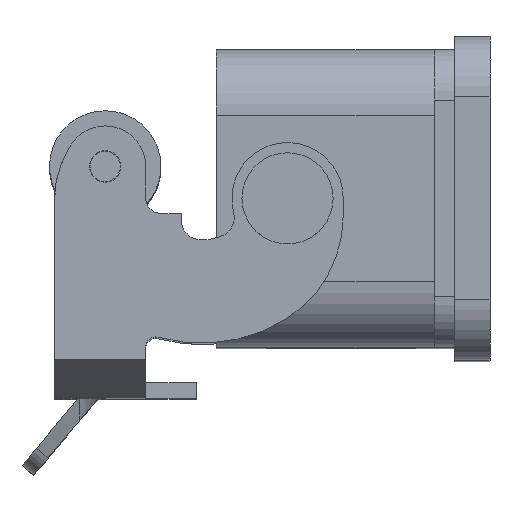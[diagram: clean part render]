
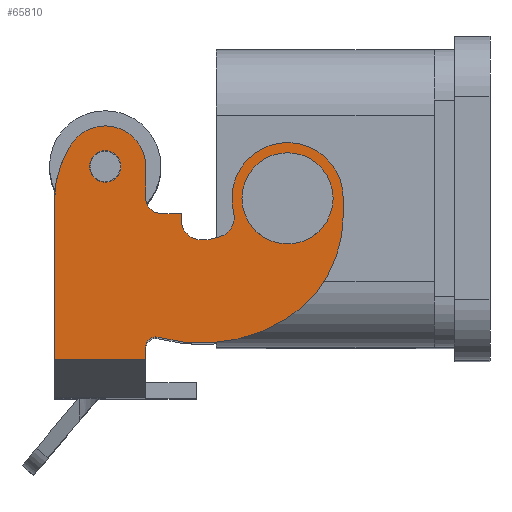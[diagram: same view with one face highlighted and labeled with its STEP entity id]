
A CAD part, top view. The second image highlights one B-rep face of the part: STEP entity #65810.
In plain terms, the highlighted face is planar.
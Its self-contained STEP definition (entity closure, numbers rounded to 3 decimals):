
#14570=CARTESIAN_POINT('',(47.15,8.487,
15.9));
#14580=VERTEX_POINT('',#14570);
#14750=CARTESIAN_POINT('',(47.15,6.487,
15.9));
#14760=VERTEX_POINT('',#14750);
#14790=CARTESIAN_POINT('',(47.15,8.487,
15.9));
#14800=DIRECTION('',(0.,-1.,0.));
#14810=VECTOR('',#14800,1.);
#14820=LINE('',#14790,#14810);
#14830=EDGE_CURVE('',#14580,#14760,#14820,.T.);
#24290=CARTESIAN_POINT('',(47.15,6.487,
16.5));
#24300=VERTEX_POINT('',#24290);
#24350=CARTESIAN_POINT('',(47.15,6.487,
80.19));
#24360=DIRECTION('',(0.,0.,1.));
#24370=VECTOR('',#24360,1.);
#24380=LINE('',#24350,#24370);
#24390=EDGE_CURVE('',#14760,#24300,#24380,.T.);
#28970=CARTESIAN_POINT('',(47.15,9.987,
14.4));
#28980=VERTEX_POINT('',#28970);
#29200=CARTESIAN_POINT('',(47.15,8.487,
14.4));
#29210=DIRECTION('',(-1.,0.,0.));
#29220=DIRECTION('',(0.,0.,1.));
#29230=AXIS2_PLACEMENT_3D('',#29200,#29210,#29220);
#29240=CIRCLE('',#29230,1.5);
#29250=EDGE_CURVE('',#14580,#28980,#29240,.T.);
#30490=CARTESIAN_POINT('',(47.15,18.987,
14.59));
#30500=VERTEX_POINT('',#30490);
#30530=CARTESIAN_POINT('',(47.15,18.987,
14.59));
#30540=DIRECTION('',(0.,0.,1.));
#30550=VECTOR('',#30540,1.);
#30560=LINE('',#30530,#30550);
#30570=CARTESIAN_POINT('',(47.15,18.987,
30.3));
#30580=VERTEX_POINT('',#30570);
#30590=EDGE_CURVE('',#30500,#30580,#30560,.T.);
#33390=CARTESIAN_POINT('',(47.15,14.487,
30.3));
#33400=DIRECTION('',(0.,-1.,0.));
#33410=VECTOR('',#33400,1.);
#33420=LINE('',#33390,#33410);
#33430=CARTESIAN_POINT('',(47.15,9.987,
30.3));
#33440=VERTEX_POINT('',#33430);
#33450=EDGE_CURVE('',#30580,#33440,#33420,.T.);
#61980=CARTESIAN_POINT('',(47.15,9.987,
80.19));
#61990=DIRECTION('',(0.,0.,-1.));
#62000=VECTOR('',#61990,1.);
#62010=LINE('',#61980,#62000);
#62020=CARTESIAN_POINT('',(47.15,9.987,
29.086));
#62030=VERTEX_POINT('',#62020);
#62040=EDGE_CURVE('',#33440,#62030,#62010,.T.);
#63520=CARTESIAN_POINT('',(47.15,17.451,
9.25));
#63530=VERTEX_POINT('',#63520);
#63710=CARTESIAN_POINT('',(47.15,9.987,
11.25));
#63720=VERTEX_POINT('',#63710);
#63750=CARTESIAN_POINT('',(47.15,13.987,
11.25));
#63760=DIRECTION('',(-1.,0.,0.));
#63770=DIRECTION('',(0.,0.,1.));
#63780=AXIS2_PLACEMENT_3D('',#63750,#63760,#63770);
#63790=CIRCLE('',#63780,4.);
#63800=EDGE_CURVE('',#63530,#63720,#63790,.T.);
#64060=CARTESIAN_POINT('',(47.15,17.648,
9.59));
#64070=DIRECTION('',(0.,-0.5,
-0.866));
#64080=VECTOR('',#64070,1.);
#64090=LINE('',#64060,#64080);
#64100=CARTESIAN_POINT('',(47.15,17.648,
9.59));
#64110=VERTEX_POINT('',#64100);
#64120=EDGE_CURVE('',#64110,#63530,#64090,.T.);
#64430=CARTESIAN_POINT('',(47.15,9.987,
11.25));
#64440=DIRECTION('',(0.,0.,1.));
#64450=VECTOR('',#64440,1.);
#64460=LINE('',#64430,#64450);
#64470=EDGE_CURVE('',#63720,#28980,#64460,.T.);
#64590=CARTESIAN_POINT('',(47.15,7.208,
80.19));
#64600=DIRECTION('',(-1.,0.,0.));
#64610=DIRECTION('',(0.,0.,1.));
#64620=AXIS2_PLACEMENT_3D('',#64590,#64600,#64610);
#64630=PLANE('',#64620);
#64640=CARTESIAN_POINT('',(47.15,-4.013,
14.4));
#64650=DIRECTION('',(-1.,0.,0.));
#64660=DIRECTION('',(0.,0.,1.));
#64670=AXIS2_PLACEMENT_3D('',#64640,#64650,#64660);
#64680=CIRCLE('',#64670,4.5);
#64690=CARTESIAN_POINT('',(47.15,-4.013,
9.9));
#64700=VERTEX_POINT('',#64690);
#64710=CARTESIAN_POINT('',(47.15,-4.013,
18.9));
#64720=VERTEX_POINT('',#64710);
#64730=EDGE_CURVE('',#64700,#64720,#64680,.T.);
#64740=ORIENTED_EDGE('',*,*,#64730,.T.);
#64750=EDGE_CURVE('',#64720,#64700,#64680,.T.);
#64760=ORIENTED_EDGE('',*,*,#64750,.T.);
#64770=EDGE_LOOP('',(#64760,#64740));
#64780=FACE_BOUND('',#64770,.T.);
#64790=CARTESIAN_POINT('',(47.15,13.987,
11.25));
#64800=DIRECTION('',(-1.,0.,0.));
#64810=DIRECTION('',(0.,0.,1.));
#64820=AXIS2_PLACEMENT_3D('',#64790,#64800,#64810);
#64830=CIRCLE('',#64820,1.55);
#64840=CARTESIAN_POINT('',(47.15,13.987,
9.7));
#64850=VERTEX_POINT('',#64840);
#64860=CARTESIAN_POINT('',(47.15,13.987,
12.8));
#64870=VERTEX_POINT('',#64860);
#64880=EDGE_CURVE('',#64850,#64870,#64830,.T.);
#64890=ORIENTED_EDGE('',*,*,#64880,.T.);
#64900=EDGE_CURVE('',#64870,#64850,#64830,.T.);
#64910=ORIENTED_EDGE('',*,*,#64900,.T.);
#64920=EDGE_LOOP('',(#64910,#64890));
#64930=FACE_BOUND('',#64920,.T.);
#64940=ORIENTED_EDGE('',*,*,#33450,.T.);
#64950=ORIENTED_EDGE('',*,*,#30590,.T.);
#64960=CARTESIAN_POINT('',(47.15,8.987,
14.59));
#64970=DIRECTION('',(-1.,0.,0.));
#64980=DIRECTION('',(0.,0.,1.));
#64990=AXIS2_PLACEMENT_3D('',#64960,#64970,#64980);
#65000=CIRCLE('',#64990,10.);
#65010=EDGE_CURVE('',#30500,#64110,#65000,.T.);
#65020=ORIENTED_EDGE('',*,*,#65010,.F.);
#65030=ORIENTED_EDGE('',*,*,#64120,.F.);
#65040=ORIENTED_EDGE('',*,*,#63800,.F.);
#65050=ORIENTED_EDGE('',*,*,#64470,.F.);
#65060=ORIENTED_EDGE('',*,*,#29250,.T.);
#65070=ORIENTED_EDGE('',*,*,#14830,.F.);
#65080=ORIENTED_EDGE('',*,*,#24390,.F.);
#65090=CARTESIAN_POINT('',(47.15,4.487,
16.5));
#65100=DIRECTION('',(-1.,0.,0.));
#65110=DIRECTION('',(0.,0.,1.));
#65120=AXIS2_PLACEMENT_3D('',#65090,#65100,#65110);
#65130=CIRCLE('',#65120,2.);
#65140=CARTESIAN_POINT('',(47.15,4.487,
18.5));
#65150=VERTEX_POINT('',#65140);
#65160=EDGE_CURVE('',#65150,#24300,#65130,.T.);
#65170=ORIENTED_EDGE('',*,*,#65160,.T.);
#65180=CARTESIAN_POINT('',(47.15,4.487,
12.9));
#65190=DIRECTION('',(-1.,0.,0.));
#65200=DIRECTION('',(0.,0.,1.));
#65210=AXIS2_PLACEMENT_3D('',#65180,#65190,#65200);
#65220=CIRCLE('',#65210,5.6);
#65230=CARTESIAN_POINT('',(47.15,2.559,
18.158));
#65240=VERTEX_POINT('',#65230);
#65250=EDGE_CURVE('',#65240,#65150,#65220,.T.);
#65260=ORIENTED_EDGE('',*,*,#65250,.T.);
#65270=CARTESIAN_POINT('',(47.15,3.248,
16.28));
#65280=DIRECTION('',(-1.,0.,0.));
#65290=DIRECTION('',(0.,0.,1.));
#65300=AXIS2_PLACEMENT_3D('',#65270,#65280,#65290);
#65310=CIRCLE('',#65300,2.);
#65320=CARTESIAN_POINT('',(47.15,1.312,
15.779));
#65330=VERTEX_POINT('',#65320);
#65340=EDGE_CURVE('',#65330,#65240,#65310,.T.);
#65350=ORIENTED_EDGE('',*,*,#65340,.T.);
#65360=CARTESIAN_POINT('',(47.15,-4.013,
14.4));
#65370=DIRECTION('',(-1.,0.,0.));
#65380=DIRECTION('',(0.,0.,1.));
#65390=AXIS2_PLACEMENT_3D('',#65360,#65370,#65380);
#65400=CIRCLE('',#65390,5.5);
#65410=CARTESIAN_POINT('',(47.15,-9.513,
14.4));
#65420=VERTEX_POINT('',#65410);
#65430=EDGE_CURVE('',#65330,#65420,#65400,.T.);
#65440=ORIENTED_EDGE('',*,*,#65430,.F.);
#65450=CARTESIAN_POINT('',(47.15,-9.513,
14.4));
#65460=DIRECTION('',(0.,0.,1.));
#65470=VECTOR('',#65460,1.);
#65480=LINE('',#65450,#65470);
#65490=CARTESIAN_POINT('',(47.15,-9.513,
16.131));
#65500=VERTEX_POINT('',#65490);
#65510=EDGE_CURVE('',#65420,#65500,#65480,.T.);
#65520=ORIENTED_EDGE('',*,*,#65510,.F.);
#65530=CARTESIAN_POINT('',(47.15,2.487,
16.131));
#65540=DIRECTION('',(-1.,0.,0.));
#65550=DIRECTION('',(0.,0.,1.));
#65560=AXIS2_PLACEMENT_3D('',#65530,#65540,#65550);
#65570=CIRCLE('',#65560,12.);
#65580=CARTESIAN_POINT('',(47.15,-3.828,
26.335));
#65590=VERTEX_POINT('',#65580);
#65600=EDGE_CURVE('',#65500,#65590,#65570,.T.);
#65610=ORIENTED_EDGE('',*,*,#65600,.F.);
#65620=CARTESIAN_POINT('',(47.15,4.487,
12.9));
#65630=DIRECTION('',(-1.,0.,0.));
#65640=DIRECTION('',(0.,0.,1.));
#65650=AXIS2_PLACEMENT_3D('',#65620,#65630,#65640);
#65660=CIRCLE('',#65650,15.8);
#65670=CARTESIAN_POINT('',(47.15,8.719,
28.123));
#65680=VERTEX_POINT('',#65670);
#65690=EDGE_CURVE('',#65590,#65680,#65660,.T.);
#65700=ORIENTED_EDGE('',*,*,#65690,.F.);
#65710=CARTESIAN_POINT('',(47.15,8.987,
29.086));
#65720=DIRECTION('',(-1.,0.,0.));
#65730=DIRECTION('',(0.,0.,1.));
#65740=AXIS2_PLACEMENT_3D('',#65710,#65720,#65730);
#65750=CIRCLE('',#65740,1.);
#65760=EDGE_CURVE('',#62030,#65680,#65750,.T.);
#65770=ORIENTED_EDGE('',*,*,#65760,.T.);
#65780=ORIENTED_EDGE('',*,*,#62040,.T.);
#65790=EDGE_LOOP('',(#65780,#65770,#65700,#65610,#65520,#65440,#65350,
#65260,#65170,#65080,#65070,#65060,#65050,#65040,#65030,#65020,#64950,
#64940));
#65800=FACE_OUTER_BOUND('',#65790,.T.);
#65810=ADVANCED_FACE('',(#64780,#64930,#65800),#64630,.F.);
